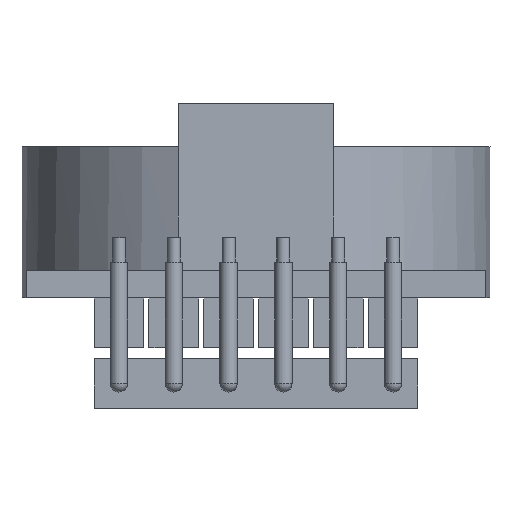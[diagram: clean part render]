
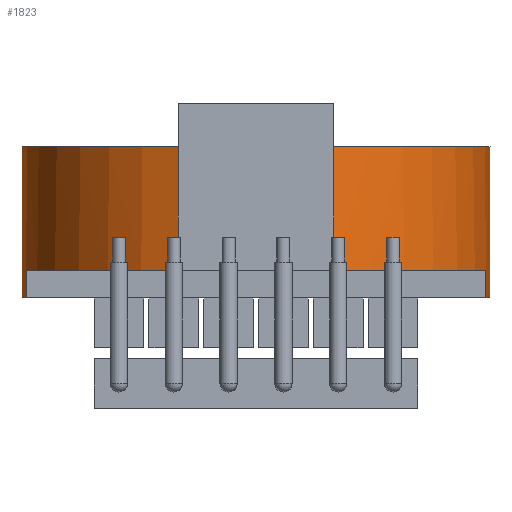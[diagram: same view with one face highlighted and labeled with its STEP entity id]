
A CAD part, front view. The second image highlights one B-rep face of the part: STEP entity #1823.
In plain terms, the highlighted cylindrical face has radius 10.85 mm (diameter 21.7 mm), a partial arc.
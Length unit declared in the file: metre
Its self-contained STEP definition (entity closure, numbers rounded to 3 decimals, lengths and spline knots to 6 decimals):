
#94=CIRCLE('',#2796,0.01085);
#95=CIRCLE('',#2797,0.01085);
#96=CIRCLE('',#2799,0.01085);
#97=CIRCLE('',#2800,0.01085);
#98=CIRCLE('',#2801,0.01085);
#99=CIRCLE('',#2802,0.01085);
#152=CYLINDRICAL_SURFACE('',#2798,0.01085);
#325=ORIENTED_EDGE('',*,*,#691,.F.);
#326=ORIENTED_EDGE('',*,*,#692,.F.);
#327=ORIENTED_EDGE('',*,*,#693,.T.);
#328=ORIENTED_EDGE('',*,*,#694,.F.);
#329=ORIENTED_EDGE('',*,*,#695,.T.);
#330=ORIENTED_EDGE('',*,*,#676,.T.);
#331=ORIENTED_EDGE('',*,*,#696,.F.);
#332=ORIENTED_EDGE('',*,*,#697,.F.);
#333=ORIENTED_EDGE('',*,*,#698,.T.);
#334=ORIENTED_EDGE('',*,*,#672,.T.);
#335=ORIENTED_EDGE('',*,*,#699,.F.);
#336=ORIENTED_EDGE('',*,*,#700,.F.);
#672=EDGE_CURVE('',#873,#872,#94,.T.);
#676=EDGE_CURVE('',#877,#876,#95,.T.);
#691=EDGE_CURVE('',#891,#892,#995,.T.);
#692=EDGE_CURVE('',#893,#891,#96,.T.);
#693=EDGE_CURVE('',#893,#894,#996,.T.);
#694=EDGE_CURVE('',#895,#894,#97,.F.);
#695=EDGE_CURVE('',#895,#877,#997,.T.);
#696=EDGE_CURVE('',#896,#876,#998,.T.);
#697=EDGE_CURVE('',#897,#896,#98,.F.);
#698=EDGE_CURVE('',#897,#873,#999,.T.);
#699=EDGE_CURVE('',#898,#872,#1000,.T.);
#700=EDGE_CURVE('',#892,#898,#99,.F.);
#872=VERTEX_POINT('',#3681);
#873=VERTEX_POINT('',#3683);
#876=VERTEX_POINT('',#3689);
#877=VERTEX_POINT('',#3691);
#891=VERTEX_POINT('',#3721);
#892=VERTEX_POINT('',#3722);
#893=VERTEX_POINT('',#3724);
#894=VERTEX_POINT('',#3726);
#895=VERTEX_POINT('',#3728);
#896=VERTEX_POINT('',#3731);
#897=VERTEX_POINT('',#3733);
#898=VERTEX_POINT('',#3736);
#995=LINE('',#3720,#1111);
#996=LINE('',#3725,#1112);
#997=LINE('',#3729,#1113);
#998=LINE('',#3730,#1114);
#999=LINE('',#3734,#1115);
#1000=LINE('',#3735,#1116);
#1111=VECTOR('',#3178,1.);
#1112=VECTOR('',#3181,1.);
#1113=VECTOR('',#3184,1.);
#1114=VECTOR('',#3185,1.);
#1115=VECTOR('',#3188,1.);
#1116=VECTOR('',#3189,1.);
#1276=EDGE_LOOP('',(#325,#326,#327,#328,#329,#330,#331,#332,#333,#334,#335,
#336));
#1470=FACE_BOUND('',#1276,.T.);
#1823=ADVANCED_FACE('',(#1470),#152,.T.);
#2796=AXIS2_PLACEMENT_3D('',#3682,#3155,#3156);
#2797=AXIS2_PLACEMENT_3D('',#3690,#3160,#3161);
#2798=AXIS2_PLACEMENT_3D('',#3719,#3176,#3177);
#2799=AXIS2_PLACEMENT_3D('',#3723,#3179,#3180);
#2800=AXIS2_PLACEMENT_3D('',#3727,#3182,#3183);
#2801=AXIS2_PLACEMENT_3D('',#3732,#3186,#3187);
#2802=AXIS2_PLACEMENT_3D('',#3737,#3190,#3191);
#3155=DIRECTION('',(0.,0.,1.));
#3156=DIRECTION('',(1.,0.,0.));
#3160=DIRECTION('',(0.,0.,1.));
#3161=DIRECTION('',(1.,0.,0.));
#3176=DIRECTION('',(0.,0.,-1.));
#3177=DIRECTION('',(-1.,0.,0.));
#3178=DIRECTION('',(0.,0.,-1.));
#3179=DIRECTION('',(0.,0.,1.));
#3180=DIRECTION('',(1.,0.,0.));
#3181=DIRECTION('',(0.,0.,-1.));
#3182=DIRECTION('',(0.,0.,1.));
#3183=DIRECTION('',(1.,0.,0.));
#3184=DIRECTION('',(0.,0.,-1.));
#3185=DIRECTION('',(0.,0.,-1.));
#3186=DIRECTION('',(0.,0.,1.));
#3187=DIRECTION('',(1.,0.,0.));
#3188=DIRECTION('',(0.,0.,-1.));
#3189=DIRECTION('',(0.,0.,-1.));
#3190=DIRECTION('',(0.,0.,1.));
#3191=DIRECTION('',(1.,0.,0.));
#3681=CARTESIAN_POINT('',(-0.01065,0.018976,0.));
#3682=CARTESIAN_POINT('',(0.,0.02105,0.));
#3683=CARTESIAN_POINT('',(-0.01065,0.023124,0.));
#3689=CARTESIAN_POINT('',(0.01065,0.023124,0.));
#3690=CARTESIAN_POINT('',(0.,0.02105,0.));
#3691=CARTESIAN_POINT('',(0.01065,0.018976,0.));
#3719=CARTESIAN_POINT('',(0.,0.02105,0.00129));
#3720=CARTESIAN_POINT('',(-0.0036,0.010815,0.009));
#3721=CARTESIAN_POINT('',(-0.0036,0.010815,0.007));
#3722=CARTESIAN_POINT('',(-0.0036,0.010815,0.00129));
#3723=CARTESIAN_POINT('',(0.,0.02105,0.007));
#3724=CARTESIAN_POINT('',(0.0036,0.010815,0.007));
#3725=CARTESIAN_POINT('',(0.0036,0.010815,0.009));
#3726=CARTESIAN_POINT('',(0.0036,0.010815,0.00129));
#3727=CARTESIAN_POINT('',(0.,0.02105,0.00129));
#3728=CARTESIAN_POINT('',(0.01065,0.018976,0.00129));
#3729=CARTESIAN_POINT('',(0.01065,0.018976,0.00129));
#3730=CARTESIAN_POINT('',(0.01065,0.023124,0.00129));
#3731=CARTESIAN_POINT('',(0.01065,0.023124,0.00129));
#3732=CARTESIAN_POINT('',(0.,0.02105,0.00129));
#3733=CARTESIAN_POINT('',(-0.01065,0.023124,0.00129));
#3734=CARTESIAN_POINT('',(-0.01065,0.023124,0.00129));
#3735=CARTESIAN_POINT('',(-0.01065,0.018976,0.00129));
#3736=CARTESIAN_POINT('',(-0.01065,0.018976,0.00129));
#3737=CARTESIAN_POINT('',(0.,0.02105,0.00129));
